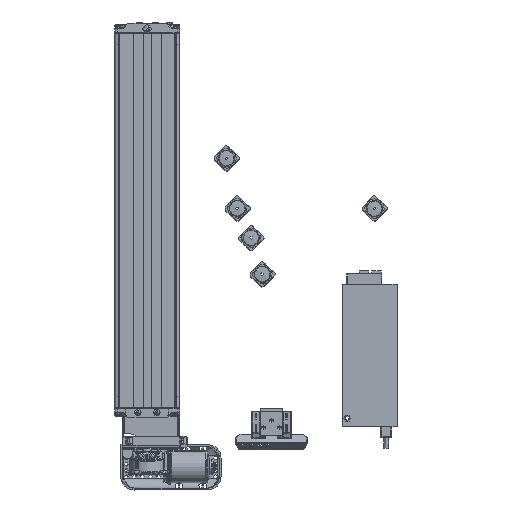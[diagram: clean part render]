
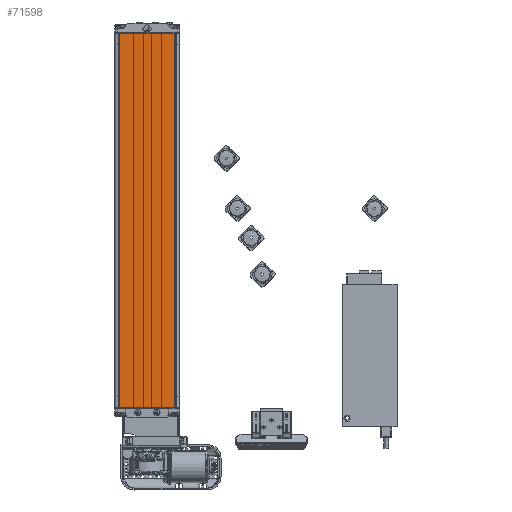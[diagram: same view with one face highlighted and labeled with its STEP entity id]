
A CAD part, top view. The second image highlights one B-rep face of the part: STEP entity #71598.
In plain terms, the highlighted planar face has unit normal (0, 0, 1).
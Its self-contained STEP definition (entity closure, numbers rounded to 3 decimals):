
#7769=PLANE('',#76650);
#8915=FACE_OUTER_BOUND('',#13147,.T.);
#13147=EDGE_LOOP('',(#48397,#48398,#48399,#48400));
#17791=LINE('',#104987,#22062);
#17792=LINE('',#104989,#22063);
#17793=LINE('',#104991,#22064);
#17794=LINE('',#104992,#22065);
#22062=VECTOR('',#84716,691.5);
#22063=VECTOR('',#84717,108.);
#22064=VECTOR('',#84718,691.5);
#22065=VECTOR('',#84719,108.);
#30435=VERTEX_POINT('',#104985);
#30436=VERTEX_POINT('',#104986);
#30437=VERTEX_POINT('',#104988);
#30438=VERTEX_POINT('',#104990);
#37400=EDGE_CURVE('',#30435,#30436,#17791,.F.);
#37401=EDGE_CURVE('',#30436,#30437,#17792,.T.);
#37402=EDGE_CURVE('',#30437,#30438,#17793,.T.);
#37403=EDGE_CURVE('',#30438,#30435,#17794,.F.);
#48397=ORIENTED_EDGE('',*,*,#37400,.T.);
#48398=ORIENTED_EDGE('',*,*,#37401,.T.);
#48399=ORIENTED_EDGE('',*,*,#37402,.T.);
#48400=ORIENTED_EDGE('',*,*,#37403,.T.);
#71598=ADVANCED_FACE('',(#8915),#7769,.T.);
#76650=AXIS2_PLACEMENT_3D('',#104984,#84714,#84715);
#84714=DIRECTION('center_axis',(0.,0.,1.));
#84715=DIRECTION('ref_axis',(1.,0.,0.));
#84716=DIRECTION('',(0.,-1.,0.));
#84717=DIRECTION('',(-1.,0.,0.));
#84718=DIRECTION('',(0.,-1.,0.));
#84719=DIRECTION('',(-1.,0.,0.));
#104984=CARTESIAN_POINT('Origin',(60.,692.5,30.));
#104985=CARTESIAN_POINT('',(54.,0.5,30.));
#104986=CARTESIAN_POINT('',(54.,692.,30.));
#104987=CARTESIAN_POINT('',(54.,692.,30.));
#104988=CARTESIAN_POINT('',(-54.,692.,30.));
#104989=CARTESIAN_POINT('',(54.,692.,30.));
#104990=CARTESIAN_POINT('',(-54.,0.5,30.));
#104991=CARTESIAN_POINT('',(-54.,692.,30.));
#104992=CARTESIAN_POINT('',(54.,0.5,30.));
